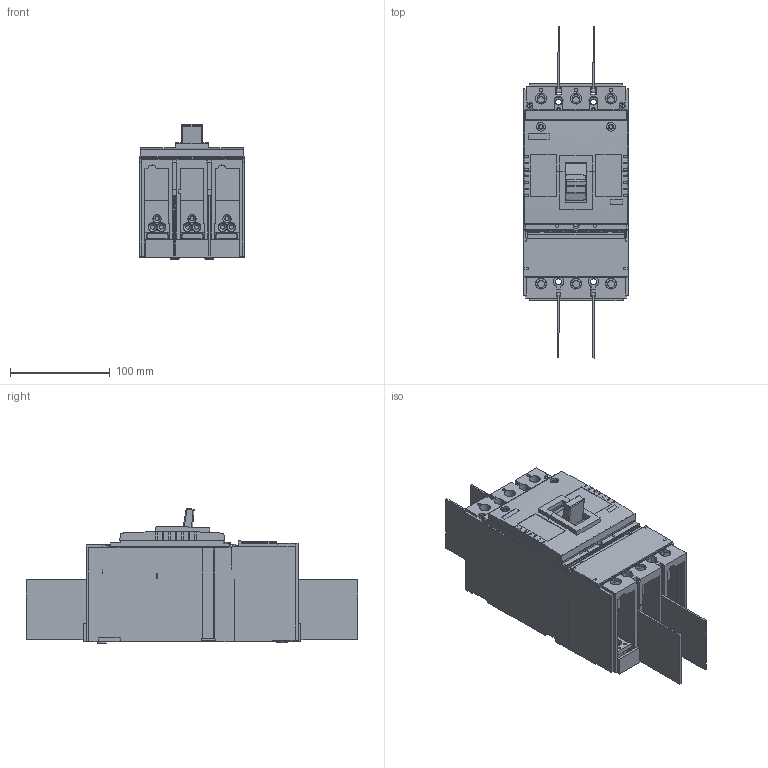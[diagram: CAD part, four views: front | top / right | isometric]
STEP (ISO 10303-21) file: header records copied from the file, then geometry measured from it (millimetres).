
FILE_DESCRIPTION (( 'STEP AP214' ), '1' );
FILE_NAME ('ÂÀ88-35 ñ ýë. ðàñö.STEP', '2018-04-25T14:11:27', ( 'AutoBVT' ), ( 'Microsoft' ), 'SwSTEP 2.0', 'SolidWorks 2014', '' );
FILE_SCHEMA (( 'AUTOMOTIVE_DESIGN' ));
Length unit declared in the file: millimetre
Products named in the file (1): ÂÀ88-35 ñ ýë. ðàñö
Bounding box: 105 x 332.08 x 135.16 mm (x, y, z)
Volume: 1116144.5 mm3; surface area: 498163.7 mm2
Topology: 7 solids, 18 shells, 3655 faces, 10486 edges, 6841 vertices
Faces by surface type: plane 2822, cylinder 766, cone 43, torus 12, sphere 8, bspline 4
Entity records: 159807 total; most frequent: CARTESIAN_POINT 22235, ORIENTED_EDGE 20940, DIRECTION 19498, EDGE_CURVE 10470, VECTOR 8478, LINE 8478, VERTEX_POINT 6837, AXIS2_PLACEMENT_3D 5510
